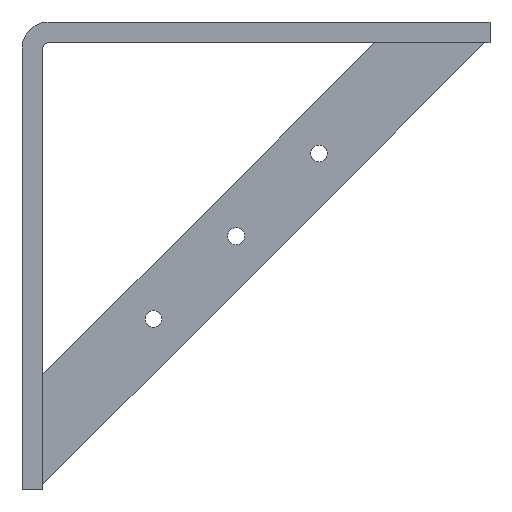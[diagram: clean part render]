
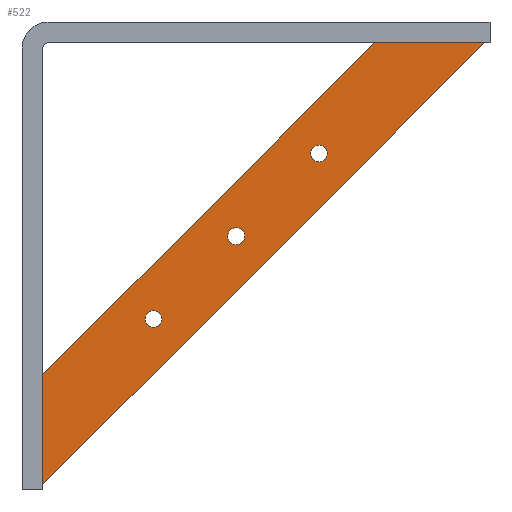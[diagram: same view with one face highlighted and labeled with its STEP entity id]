
A CAD part, front view. The second image highlights one B-rep face of the part: STEP entity #522.
In plain terms, the highlighted planar face has unit normal (0, -1, 0).
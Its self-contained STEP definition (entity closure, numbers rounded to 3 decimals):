
#36=FACE_BOUND('',#118,.T.);
#37=FACE_BOUND('',#119,.T.);
#38=FACE_BOUND('',#120,.T.);
#49=PLANE('',#574);
#73=FACE_OUTER_BOUND('',#117,.T.);
#117=EDGE_LOOP('',(#479,#480,#481,#482));
#118=EDGE_LOOP('',(#483));
#119=EDGE_LOOP('',(#484));
#120=EDGE_LOOP('',(#485));
#138=LINE('',#780,#181);
#143=LINE('',#797,#186);
#157=LINE('',#840,#200);
#163=LINE('',#858,#206);
#181=VECTOR('',#626,1.);
#186=VECTOR('',#643,1.);
#200=VECTOR('',#693,1.);
#206=VECTOR('',#717,1.);
#230=CIRCLE('',#568,3.25);
#231=CIRCLE('',#570,3.25);
#232=CIRCLE('',#572,3.25);
#257=VERTEX_POINT('',#777);
#258=VERTEX_POINT('',#779);
#264=VERTEX_POINT('',#796);
#275=VERTEX_POINT('',#839);
#276=VERTEX_POINT('',#846);
#277=VERTEX_POINT('',#850);
#278=VERTEX_POINT('',#854);
#307=EDGE_CURVE('',#258,#257,#138,.T.);
#316=EDGE_CURVE('',#264,#258,#143,.T.);
#338=EDGE_CURVE('',#275,#264,#157,.T.);
#342=EDGE_CURVE('',#276,#276,#230,.T.);
#344=EDGE_CURVE('',#277,#277,#231,.T.);
#346=EDGE_CURVE('',#278,#278,#232,.T.);
#347=EDGE_CURVE('',#257,#275,#163,.T.);
#479=ORIENTED_EDGE('',*,*,#316,.T.);
#480=ORIENTED_EDGE('',*,*,#307,.T.);
#481=ORIENTED_EDGE('',*,*,#347,.T.);
#482=ORIENTED_EDGE('',*,*,#338,.T.);
#483=ORIENTED_EDGE('',*,*,#342,.T.);
#484=ORIENTED_EDGE('',*,*,#344,.T.);
#485=ORIENTED_EDGE('',*,*,#346,.T.);
#522=ADVANCED_FACE('',(#73,#36,#37,#38),#49,.T.);
#568=AXIS2_PLACEMENT_3D('',#848,#703,#704);
#570=AXIS2_PLACEMENT_3D('',#852,#708,#709);
#572=AXIS2_PLACEMENT_3D('',#856,#713,#714);
#574=AXIS2_PLACEMENT_3D('',#859,#718,#719);
#626=DIRECTION('',(-1.,0.,0.));
#643=DIRECTION('',(0.707,0.,0.707));
#693=DIRECTION('',(0.,0.,-1.));
#703=DIRECTION('center_axis',(0.,1.,0.));
#704=DIRECTION('ref_axis',(0.,0.,1.));
#708=DIRECTION('center_axis',(0.,1.,0.));
#709=DIRECTION('ref_axis',(0.,0.,1.));
#713=DIRECTION('center_axis',(0.,1.,0.));
#714=DIRECTION('ref_axis',(0.,0.,1.));
#717=DIRECTION('',(-0.707,0.,-0.707));
#718=DIRECTION('center_axis',(0.,-1.,0.));
#719=DIRECTION('ref_axis',(0.,0.,-1.));
#777=CARTESIAN_POINT('',(135.574,9.,-8.));
#779=CARTESIAN_POINT('',(178.,9.,-8.));
#780=CARTESIAN_POINT('',(180.,9.,-8.));
#796=CARTESIAN_POINT('',(8.,9.,-178.));
#797=CARTESIAN_POINT('',(180.,9.,-6.));
#839=CARTESIAN_POINT('',(8.,9.,-135.574));
#840=CARTESIAN_POINT('',(8.,9.,-137.574));
#846=CARTESIAN_POINT('',(82.393,9.,-85.643));
#848=CARTESIAN_POINT('Origin',(82.393,9.,-82.393));
#850=CARTESIAN_POINT('',(114.213,9.,-53.824));
#852=CARTESIAN_POINT('Origin',(114.213,9.,-50.574));
#854=CARTESIAN_POINT('',(50.574,9.,-117.463));
#856=CARTESIAN_POINT('Origin',(50.574,9.,-114.213));
#858=CARTESIAN_POINT('',(137.574,9.,-6.));
#859=CARTESIAN_POINT('Origin',(83.624,9.,-83.624));
